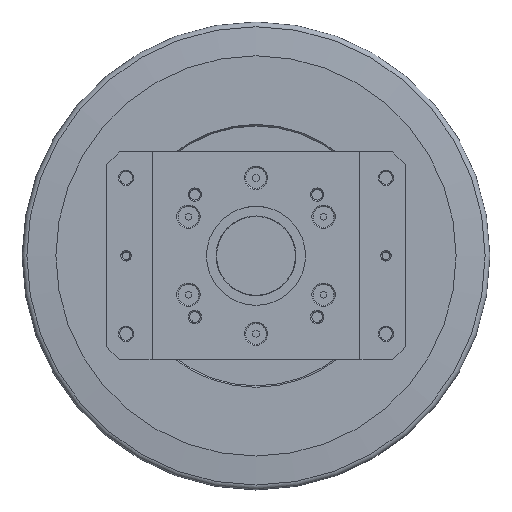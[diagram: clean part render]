
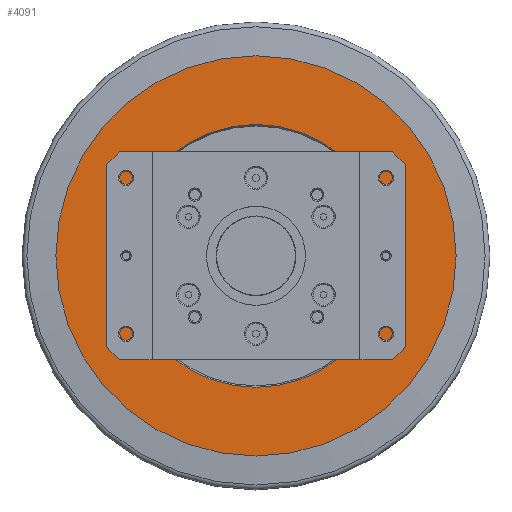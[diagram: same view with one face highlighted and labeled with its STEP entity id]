
A CAD part, top view. The second image highlights one B-rep face of the part: STEP entity #4091.
In plain terms, the highlighted planar face has unit normal (0, 0, 1).
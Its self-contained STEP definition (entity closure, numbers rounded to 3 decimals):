
#832=FACE_BOUND('',#1243,.T.);
#999=FACE_OUTER_BOUND('',#1242,.T.);
#1242=EDGE_LOOP('',(#3231,#3232));
#1243=EDGE_LOOP('',(#3233));
#1454=CIRCLE('',#4443,77.);
#1455=CIRCLE('',#4444,77.);
#1456=CIRCLE('',#4446,50.577);
#1822=VERTEX_POINT('',#6618);
#1823=VERTEX_POINT('',#6620);
#1824=VERTEX_POINT('',#6624);
#2326=EDGE_CURVE('',#1822,#1823,#1454,.T.);
#2327=EDGE_CURVE('',#1823,#1822,#1455,.T.);
#2328=EDGE_CURVE('',#1824,#1824,#1456,.T.);
#3231=ORIENTED_EDGE('',*,*,#2327,.F.);
#3232=ORIENTED_EDGE('',*,*,#2326,.F.);
#3233=ORIENTED_EDGE('',*,*,#2328,.F.);
#3693=PLANE('',#4448);
#4091=ADVANCED_FACE('',(#999,#832),#3693,.T.);
#4443=AXIS2_PLACEMENT_3D('',#6621,#5409,#5410);
#4444=AXIS2_PLACEMENT_3D('',#6622,#5411,#5412);
#4446=AXIS2_PLACEMENT_3D('',#6625,#5415,#5416);
#4448=AXIS2_PLACEMENT_3D('',#6629,#5420,#5421);
#5409=DIRECTION('center_axis',(0.,0.,-1.));
#5410=DIRECTION('ref_axis',(-1.,0.,0.));
#5411=DIRECTION('center_axis',(0.,0.,-1.));
#5412=DIRECTION('ref_axis',(-1.,0.,0.));
#5415=DIRECTION('center_axis',(0.,0.,1.));
#5416=DIRECTION('ref_axis',(0.,-1.,0.));
#5420=DIRECTION('center_axis',(0.,0.,1.));
#5421=DIRECTION('ref_axis',(1.,0.,0.));
#6618=CARTESIAN_POINT('',(0.,-77.,24.8));
#6620=CARTESIAN_POINT('',(0.,77.,24.8));
#6621=CARTESIAN_POINT('Origin',(0.,0.,
24.8));
#6622=CARTESIAN_POINT('Origin',(0.,0.,
24.8));
#6624=CARTESIAN_POINT('',(0.,50.577,24.8));
#6625=CARTESIAN_POINT('Origin',(0.,0.,
24.8));
#6629=CARTESIAN_POINT('Origin',(0.,67.,24.8));
